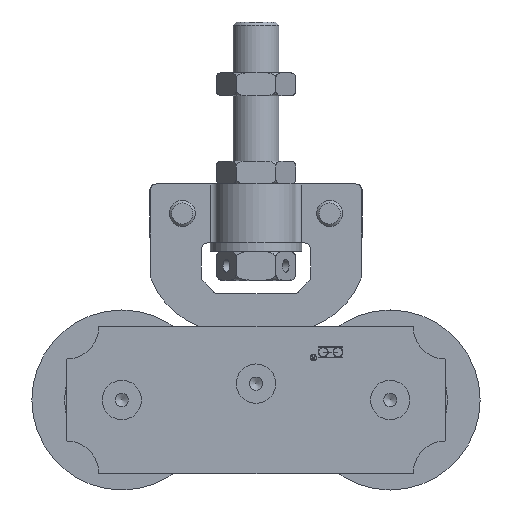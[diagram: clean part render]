
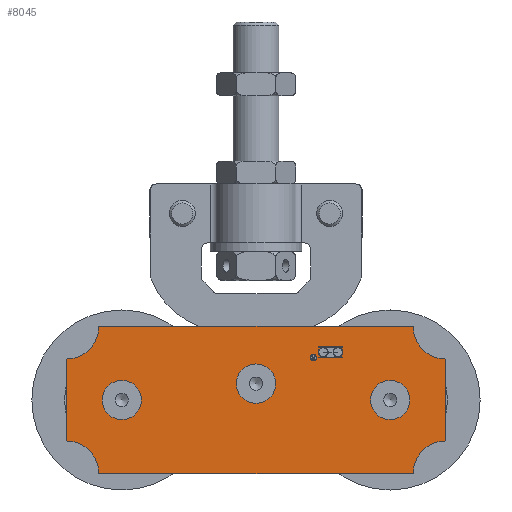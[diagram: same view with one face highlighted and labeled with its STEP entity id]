
A CAD part, front view. The second image highlights one B-rep face of the part: STEP entity #8045.
In plain terms, the highlighted face is planar.
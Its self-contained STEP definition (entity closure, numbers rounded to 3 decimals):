
#312=FACE_BOUND('',#1793,.T.);
#313=FACE_BOUND('',#1794,.T.);
#314=FACE_BOUND('',#1795,.T.);
#315=FACE_BOUND('',#1796,.T.);
#316=FACE_BOUND('',#1797,.T.);
#638=CIRCLE('',#8961,1.5);
#645=CIRCLE('',#8974,1.5);
#649=CIRCLE('',#8995,1.);
#651=CIRCLE('',#8999,10.);
#652=CIRCLE('',#9000,10.);
#653=CIRCLE('',#9001,10.);
#654=CIRCLE('',#9002,10.);
#655=CIRCLE('',#9003,4.25);
#656=CIRCLE('',#9004,4.25);
#657=CIRCLE('',#9005,4.25);
#1315=FACE_OUTER_BOUND('',#1792,.T.);
#1792=EDGE_LOOP('',(#6415,#6416,#6417,#6418,#6419,#6420,#6421,#6422));
#1793=EDGE_LOOP('',(#6423,#6424,#6425,#6426,#6427,#6428,#6429,#6430,#6431,
#6432,#6433,#6434));
#1794=EDGE_LOOP('',(#6435));
#1795=EDGE_LOOP('',(#6436));
#1796=EDGE_LOOP('',(#6437));
#1797=EDGE_LOOP('',(#6438));
#2333=LINE('',#13660,#2936);
#2338=LINE('',#13669,#2941);
#2339=LINE('',#13672,#2942);
#2342=LINE('',#13678,#2945);
#2345=LINE('',#13683,#2948);
#2351=LINE('',#13694,#2954);
#2354=LINE('',#13701,#2957);
#2358=LINE('',#13709,#2961);
#2361=LINE('',#13714,#2964);
#2363=LINE('',#13717,#2966);
#2367=LINE('',#13736,#2970);
#2368=LINE('',#13740,#2971);
#2369=LINE('',#13744,#2972);
#2370=LINE('',#13748,#2973);
#2936=VECTOR('',#10580,10.);
#2941=VECTOR('',#10587,10.);
#2942=VECTOR('',#10590,10.);
#2945=VECTOR('',#10595,10.);
#2948=VECTOR('',#10600,10.);
#2954=VECTOR('',#10612,10.);
#2957=VECTOR('',#10619,10.);
#2961=VECTOR('',#10625,10.);
#2964=VECTOR('',#10630,10.);
#2966=VECTOR('',#10634,10.);
#2970=VECTOR('',#10656,10.);
#2971=VECTOR('',#10659,10.);
#2972=VECTOR('',#10662,10.);
#2973=VECTOR('',#10665,10.);
#3614=VERTEX_POINT('',#13606);
#3618=VERTEX_POINT('',#13615);
#3620=VERTEX_POINT('',#13622);
#3624=VERTEX_POINT('',#13631);
#3630=VERTEX_POINT('',#13659);
#3633=VERTEX_POINT('',#13667);
#3634=VERTEX_POINT('',#13671);
#3636=VERTEX_POINT('',#13677);
#3639=VERTEX_POINT('',#13692);
#3640=VERTEX_POINT('',#13699);
#3641=VERTEX_POINT('',#13700);
#3644=VERTEX_POINT('',#13708);
#3648=VERTEX_POINT('',#13727);
#3650=VERTEX_POINT('',#13734);
#3651=VERTEX_POINT('',#13735);
#3652=VERTEX_POINT('',#13737);
#3653=VERTEX_POINT('',#13739);
#3654=VERTEX_POINT('',#13741);
#3655=VERTEX_POINT('',#13743);
#3656=VERTEX_POINT('',#13745);
#3657=VERTEX_POINT('',#13747);
#3658=VERTEX_POINT('',#13750);
#3659=VERTEX_POINT('',#13752);
#3660=VERTEX_POINT('',#13754);
#4588=EDGE_CURVE('',#3618,#3614,#638,.T.);
#4606=EDGE_CURVE('',#3620,#3624,#645,.T.);
#4609=EDGE_CURVE('',#3630,#3620,#2333,.T.);
#4614=EDGE_CURVE('',#3614,#3633,#2338,.T.);
#4615=EDGE_CURVE('',#3634,#3630,#2339,.T.);
#4618=EDGE_CURVE('',#3636,#3634,#2342,.T.);
#4621=EDGE_CURVE('',#3633,#3636,#2345,.T.);
#4627=EDGE_CURVE('',#3624,#3639,#2351,.T.);
#4630=EDGE_CURVE('',#3640,#3641,#2354,.T.);
#4634=EDGE_CURVE('',#3644,#3640,#2358,.T.);
#4637=EDGE_CURVE('',#3639,#3644,#2361,.T.);
#4639=EDGE_CURVE('',#3641,#3618,#2363,.T.);
#4644=EDGE_CURVE('',#3648,#3648,#649,.T.);
#4647=EDGE_CURVE('',#3650,#3651,#2367,.T.);
#4648=EDGE_CURVE('',#3651,#3652,#651,.T.);
#4649=EDGE_CURVE('',#3652,#3653,#2368,.T.);
#4650=EDGE_CURVE('',#3653,#3654,#652,.T.);
#4651=EDGE_CURVE('',#3654,#3655,#2369,.T.);
#4652=EDGE_CURVE('',#3655,#3656,#653,.T.);
#4653=EDGE_CURVE('',#3656,#3657,#2370,.T.);
#4654=EDGE_CURVE('',#3657,#3650,#654,.T.);
#4655=EDGE_CURVE('',#3658,#3658,#655,.T.);
#4656=EDGE_CURVE('',#3659,#3659,#656,.T.);
#4657=EDGE_CURVE('',#3660,#3660,#657,.T.);
#6415=ORIENTED_EDGE('',*,*,#4647,.T.);
#6416=ORIENTED_EDGE('',*,*,#4648,.T.);
#6417=ORIENTED_EDGE('',*,*,#4649,.T.);
#6418=ORIENTED_EDGE('',*,*,#4650,.T.);
#6419=ORIENTED_EDGE('',*,*,#4651,.T.);
#6420=ORIENTED_EDGE('',*,*,#4652,.T.);
#6421=ORIENTED_EDGE('',*,*,#4653,.T.);
#6422=ORIENTED_EDGE('',*,*,#4654,.T.);
#6423=ORIENTED_EDGE('',*,*,#4630,.T.);
#6424=ORIENTED_EDGE('',*,*,#4639,.T.);
#6425=ORIENTED_EDGE('',*,*,#4588,.T.);
#6426=ORIENTED_EDGE('',*,*,#4614,.T.);
#6427=ORIENTED_EDGE('',*,*,#4621,.T.);
#6428=ORIENTED_EDGE('',*,*,#4618,.T.);
#6429=ORIENTED_EDGE('',*,*,#4615,.T.);
#6430=ORIENTED_EDGE('',*,*,#4609,.T.);
#6431=ORIENTED_EDGE('',*,*,#4606,.T.);
#6432=ORIENTED_EDGE('',*,*,#4627,.T.);
#6433=ORIENTED_EDGE('',*,*,#4637,.T.);
#6434=ORIENTED_EDGE('',*,*,#4634,.T.);
#6435=ORIENTED_EDGE('',*,*,#4644,.T.);
#6436=ORIENTED_EDGE('',*,*,#4655,.T.);
#6437=ORIENTED_EDGE('',*,*,#4656,.T.);
#6438=ORIENTED_EDGE('',*,*,#4657,.T.);
#7729=PLANE('',#8998);
#8045=ADVANCED_FACE('',(#1315,#312,#313,#314,#315,#316),#7729,.F.);
#8961=AXIS2_PLACEMENT_3D('',#13620,#10534,#10535);
#8974=AXIS2_PLACEMENT_3D('',#13654,#10571,#10572);
#8995=AXIS2_PLACEMENT_3D('',#13728,#10647,#10648);
#8998=AXIS2_PLACEMENT_3D('',#13733,#10654,#10655);
#8999=AXIS2_PLACEMENT_3D('',#13738,#10657,#10658);
#9000=AXIS2_PLACEMENT_3D('',#13742,#10660,#10661);
#9001=AXIS2_PLACEMENT_3D('',#13746,#10663,#10664);
#9002=AXIS2_PLACEMENT_3D('',#13749,#10666,#10667);
#9003=AXIS2_PLACEMENT_3D('',#13751,#10668,#10669);
#9004=AXIS2_PLACEMENT_3D('',#13753,#10670,#10671);
#9005=AXIS2_PLACEMENT_3D('',#13755,#10672,#10673);
#10534=DIRECTION('center_axis',(0.,0.,1.));
#10535=DIRECTION('ref_axis',(-0.999,0.05,0.));
#10571=DIRECTION('center_axis',(0.,0.,1.));
#10572=DIRECTION('ref_axis',(0.999,-0.05,0.));
#10580=DIRECTION('',(1.,0.,0.));
#10587=DIRECTION('',(1.,0.,0.));
#10590=DIRECTION('',(0.,-1.,0.));
#10595=DIRECTION('',(-1.,0.,0.));
#10600=DIRECTION('',(0.,1.,0.));
#10612=DIRECTION('',(-1.,0.,0.));
#10619=DIRECTION('',(0.,1.,0.));
#10625=DIRECTION('',(1.,0.,0.));
#10630=DIRECTION('',(0.,-1.,0.));
#10634=DIRECTION('',(-1.,0.,0.));
#10647=DIRECTION('center_axis',(0.,0.,1.));
#10648=DIRECTION('ref_axis',(1.,0.,0.));
#10654=DIRECTION('center_axis',(0.,0.,1.));
#10655=DIRECTION('ref_axis',(1.,0.,0.));
#10656=DIRECTION('',(0.,1.,0.));
#10657=DIRECTION('center_axis',(0.,0.,1.));
#10658=DIRECTION('ref_axis',(0.,-1.,0.));
#10659=DIRECTION('',(1.,0.,0.));
#10660=DIRECTION('center_axis',(0.,0.,1.));
#10661=DIRECTION('ref_axis',(-1.,0.,0.));
#10662=DIRECTION('',(0.,-1.,0.));
#10663=DIRECTION('center_axis',(0.,0.,1.));
#10664=DIRECTION('ref_axis',(0.,1.,0.));
#10665=DIRECTION('',(-1.,0.,0.));
#10666=DIRECTION('center_axis',(0.,0.,1.));
#10667=DIRECTION('ref_axis',(1.,0.,0.));
#10668=DIRECTION('center_axis',(0.,0.,1.));
#10669=DIRECTION('ref_axis',(-1.,0.,0.));
#10670=DIRECTION('center_axis',(0.,0.,1.));
#10671=DIRECTION('ref_axis',(-1.,0.,0.));
#10672=DIRECTION('center_axis',(0.,0.,1.));
#10673=DIRECTION('ref_axis',(-1.,0.,0.));
#13606=CARTESIAN_POINT('',(25.044,-8.091,0.));
#13615=CARTESIAN_POINT('',(25.044,-11.091,0.));
#13620=CARTESIAN_POINT('Origin',(25.044,-9.591,0.));
#13622=CARTESIAN_POINT('',(20.544,-8.091,0.));
#13631=CARTESIAN_POINT('',(20.544,-11.091,0.));
#13654=CARTESIAN_POINT('Origin',(20.544,-9.591,0.));
#13659=CARTESIAN_POINT('',(19.044,-8.091,0.));
#13660=CARTESIAN_POINT('',(11.397,-8.091,0.));
#13667=CARTESIAN_POINT('',(26.544,-8.091,0.));
#13669=CARTESIAN_POINT('',(11.397,-8.091,0.));
#13671=CARTESIAN_POINT('',(19.044,-7.941,0.));
#13672=CARTESIAN_POINT('',(19.044,-1.47,0.));
#13677=CARTESIAN_POINT('',(26.544,-7.941,0.));
#13678=CARTESIAN_POINT('',(13.272,-7.941,0.));
#13683=CARTESIAN_POINT('',(26.544,-1.545,0.));
#13692=CARTESIAN_POINT('',(19.044,-11.091,0.));
#13694=CARTESIAN_POINT('',(13.272,-11.091,0.));
#13699=CARTESIAN_POINT('',(26.544,-11.241,0.));
#13700=CARTESIAN_POINT('',(26.544,-11.091,0.));
#13701=CARTESIAN_POINT('',(26.544,-3.12,0.));
#13708=CARTESIAN_POINT('',(19.044,-11.241,0.));
#13709=CARTESIAN_POINT('',(9.522,-11.241,0.));
#13714=CARTESIAN_POINT('',(19.044,-3.045,0.));
#13717=CARTESIAN_POINT('',(13.272,-11.091,0.));
#13727=CARTESIAN_POINT('',(16.544,-7.941,0.));
#13728=CARTESIAN_POINT('Origin',(17.544,-7.941,0.));
#13733=CARTESIAN_POINT('Origin',(0.,5.,
0.));
#13734=CARTESIAN_POINT('',(-58.,-7.5,0.));
#13735=CARTESIAN_POINT('',(-58.,17.5,0.));
#13736=CARTESIAN_POINT('',(-58.,-7.5,0.));
#13737=CARTESIAN_POINT('',(-48.,27.5,0.));
#13738=CARTESIAN_POINT('Origin',(-58.,27.5,0.));
#13739=CARTESIAN_POINT('',(48.,27.5,0.));
#13740=CARTESIAN_POINT('',(-48.,27.5,0.));
#13741=CARTESIAN_POINT('',(58.,17.5,0.));
#13742=CARTESIAN_POINT('Origin',(58.,27.5,0.));
#13743=CARTESIAN_POINT('',(58.,-7.5,0.));
#13744=CARTESIAN_POINT('',(58.,17.5,0.));
#13745=CARTESIAN_POINT('',(48.,-17.5,0.));
#13746=CARTESIAN_POINT('Origin',(58.,-17.5,0.));
#13747=CARTESIAN_POINT('',(-48.,-17.5,0.));
#13748=CARTESIAN_POINT('',(48.,-17.5,0.));
#13749=CARTESIAN_POINT('Origin',(-58.,-17.5,0.));
#13750=CARTESIAN_POINT('',(45.25,5.,0.));
#13751=CARTESIAN_POINT('Origin',(41.,5.,0.));
#13752=CARTESIAN_POINT('',(-36.75,5.,0.));
#13753=CARTESIAN_POINT('Origin',(-41.,5.,0.));
#13754=CARTESIAN_POINT('',(4.25,0.,0.));
#13755=CARTESIAN_POINT('Origin',(0.,0.,0.));
